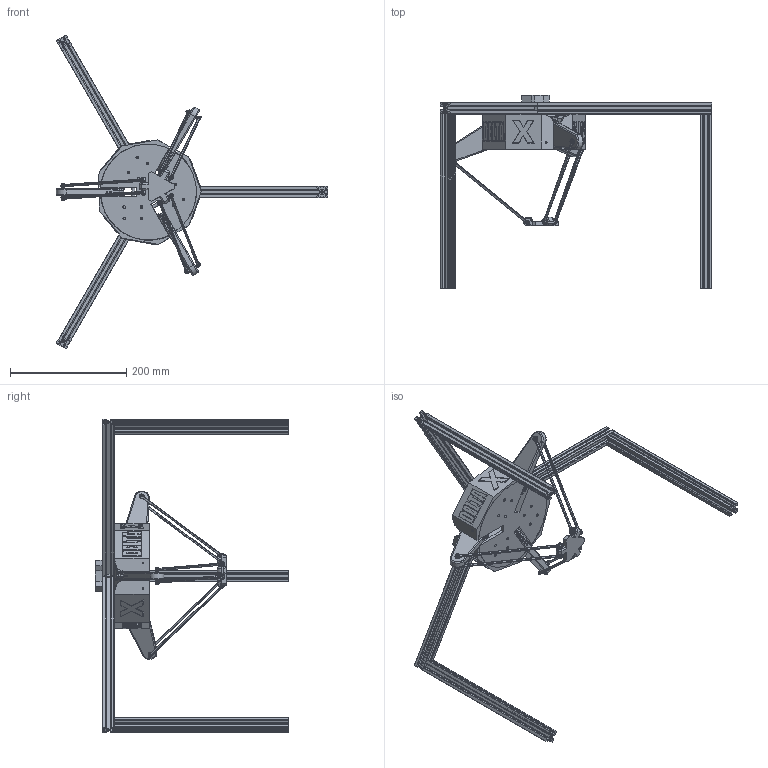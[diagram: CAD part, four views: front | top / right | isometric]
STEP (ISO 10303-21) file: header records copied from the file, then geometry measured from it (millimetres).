
FILE_DESCRIPTION(/* description */ (''),/* implementation_level */ '2;1');
FILE_NAME(/* name */ 'Delts Robot V1 Assembly.stp',/* time_stamp */ '2022-03-05T20:28:54-06:00',/* author */ ('Coy'),/* organization */ (''),/* preprocessor_version */ 'ST-DEVELOPER v18.1',/* originating_system */ 'Autodesk Inventor 2022',/* authorisation */ '');
FILE_SCHEMA (('AUTOMOTIVE_DESIGN { 1 0 10303 214 3 1 1 }'));
Length unit declared in the file: inch
Products named in the file (10): Delts Robot V1 Assembly; Delts Robot Motor Hub; Nema 17 CNC Kit Stepper Motor; Delta Robot Arm Segment One; Delta Robot Arm Segment Two; Delts Robot Cairage; Delts Robot Arm Joint Rod; 2020 aluminium profile v slot solidwork2016; Small GT2 Belt Pully; Delta Robot Siding Piece
Assembly tree (30 placements, depth 2):
  Delts Robot V1 Assembly
    Delts Robot Motor Hub
    Nema 17 CNC Kit Stepper Motor  x3
    Delta Robot Arm Segment One  x3
    Delta Robot Arm Segment Two  x6
    Delts Robot Cairage
    Delts Robot Arm Joint Rod  x6
    2020 aluminium profile v slot solidwork2016  x6
    Small GT2 Belt Pully
    Delta Robot Siding Piece  x3
Bounding box: 467.38 x 332.5 x 539.56 mm (x, y, z)
Volume: 1188675.8 mm3; surface area: 568385.5 mm2
Topology: 30 solids, 30 shells, 2705 faces, 7625 edges, 5035 vertices
Faces by surface type: cylinder 1300, plane 1240, torus 72, cone 36, bspline 33, sphere 24
Full cylindrical faces by diameter (mm): 2 x30, 2.5 x18, 2.8 x6, 3 x6, 3.25 x6, 3.474 x3, 3.5 x6, 4.149 x6, 4.5 x12, 4.558 x3, 4.668 x3, 4.848 x3, 5 x28, 6 x3, 8 x3, 10.04 x1, 11 x11, 11.027 x1, 16 x2, 22 x3, 24 x3
Entity records: 34074 total; most frequent: CARTESIAN_POINT 6781, DIRECTION 5826, ORIENTED_EDGE 5594, EDGE_CURVE 2797, AXIS2_PLACEMENT_3D 2109, VERTEX_POINT 1843, LINE 1608, VECTOR 1608
